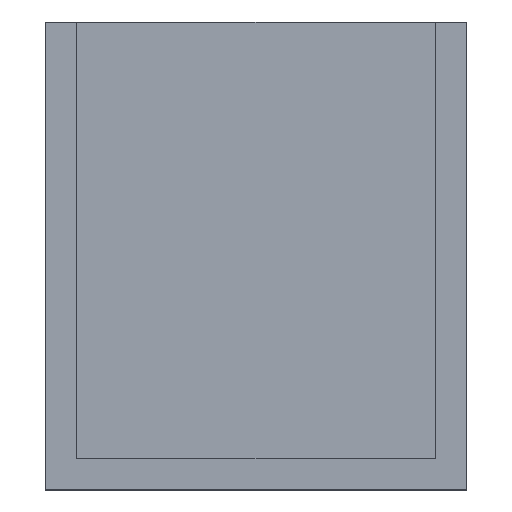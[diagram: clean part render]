
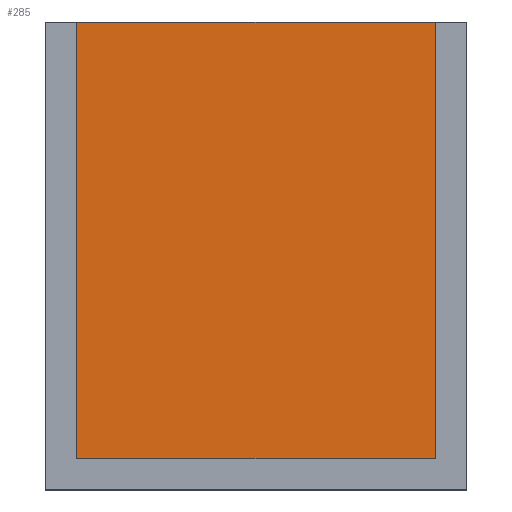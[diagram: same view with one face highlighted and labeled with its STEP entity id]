
A CAD part, top view. The second image highlights one B-rep face of the part: STEP entity #285.
In plain terms, the highlighted planar face has unit normal (0, 0, 1).
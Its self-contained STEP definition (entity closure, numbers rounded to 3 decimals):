
#193 = VERTEX_POINT('',#194);
#194 = CARTESIAN_POINT('',(25.,30.,4.));
#200 = EDGE_CURVE('',#193,#201,#203,.T.);
#201 = VERTEX_POINT('',#202);
#202 = CARTESIAN_POINT('',(2.,30.,4.));
#203 = LINE('',#204,#205);
#204 = CARTESIAN_POINT('',(27.,30.,4.));
#205 = VECTOR('',#206,1.);
#206 = DIRECTION('',(-1.,0.,0.));
#227 = VERTEX_POINT('',#228);
#228 = CARTESIAN_POINT('',(2.,2.,4.));
#234 = EDGE_CURVE('',#201,#227,#235,.T.);
#235 = LINE('',#236,#237);
#236 = CARTESIAN_POINT('',(2.,30.,4.));
#237 = VECTOR('',#238,1.);
#238 = DIRECTION('',(0.,-1.,0.));
#251 = VERTEX_POINT('',#252);
#252 = CARTESIAN_POINT('',(25.,2.,4.));
#258 = EDGE_CURVE('',#227,#251,#259,.T.);
#259 = LINE('',#260,#261);
#260 = CARTESIAN_POINT('',(2.,2.,4.));
#261 = VECTOR('',#262,1.);
#262 = DIRECTION('',(1.,0.,0.));
#275 = EDGE_CURVE('',#251,#193,#276,.T.);
#276 = LINE('',#277,#278);
#277 = CARTESIAN_POINT('',(25.,2.,4.));
#278 = VECTOR('',#279,1.);
#279 = DIRECTION('',(0.,1.,0.));
#285 = ADVANCED_FACE('',(#286),#292,.T.);
#286 = FACE_BOUND('',#287,.T.);
#287 = EDGE_LOOP('',(#288,#289,#290,#291));
#288 = ORIENTED_EDGE('',*,*,#200,.T.);
#289 = ORIENTED_EDGE('',*,*,#234,.T.);
#290 = ORIENTED_EDGE('',*,*,#258,.T.);
#291 = ORIENTED_EDGE('',*,*,#275,.T.);
#292 = PLANE('',#293);
#293 = AXIS2_PLACEMENT_3D('',#294,#295,#296);
#294 = CARTESIAN_POINT('',(13.5,15.,4.));
#295 = DIRECTION('',(0.,0.,1.));
#296 = DIRECTION('',(1.,0.,0.));
